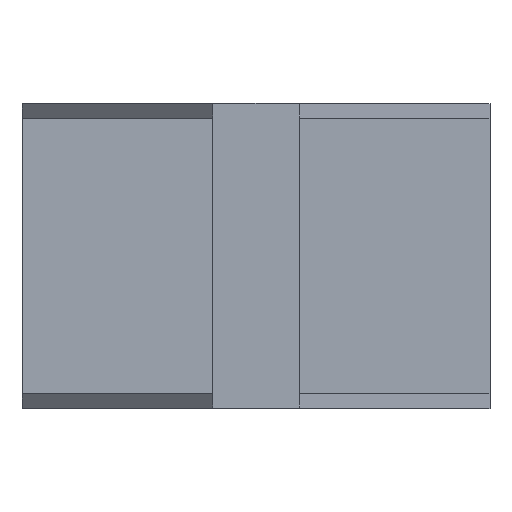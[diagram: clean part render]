
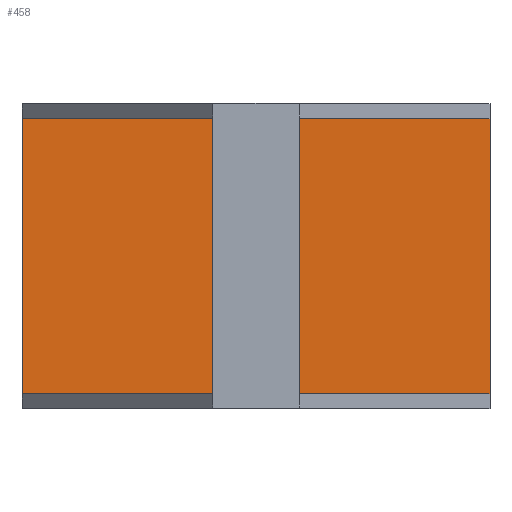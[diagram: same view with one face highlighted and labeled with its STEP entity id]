
A CAD part, top view. The second image highlights one B-rep face of the part: STEP entity #458.
In plain terms, the highlighted planar face has unit normal (0, 0, 1).
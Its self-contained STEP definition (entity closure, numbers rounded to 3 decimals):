
#30=FACE_OUTER_BOUND('',#53,.T.);
#53=EDGE_LOOP('',(#361,#362,#363,#364,#365,#366,#367,#368,#369,#370,#371,
#372));
#64=LINE('',#619,#128);
#72=LINE('',#634,#136);
#76=LINE('',#643,#140);
#87=LINE('',#664,#151);
#90=LINE('',#668,#154);
#94=LINE('',#677,#158);
#103=LINE('',#694,#167);
#106=LINE('',#699,#170);
#109=LINE('',#706,#173);
#110=LINE('',#708,#174);
#111=LINE('',#710,#175);
#112=LINE('',#711,#176);
#128=VECTOR('',#508,10.);
#136=VECTOR('',#520,10.);
#140=VECTOR('',#526,10.);
#151=VECTOR('',#541,10.);
#154=VECTOR('',#546,10.);
#158=VECTOR('',#552,10.);
#167=VECTOR('',#567,10.);
#170=VECTOR('',#572,10.);
#173=VECTOR('',#579,10.);
#174=VECTOR('',#580,10.);
#175=VECTOR('',#581,10.);
#176=VECTOR('',#582,10.);
#192=VERTEX_POINT('',#616);
#193=VERTEX_POINT('',#618);
#195=VERTEX_POINT('',#624);
#200=VERTEX_POINT('',#637);
#202=VERTEX_POINT('',#641);
#203=VERTEX_POINT('',#645);
#212=VERTEX_POINT('',#671);
#214=VERTEX_POINT('',#675);
#217=VERTEX_POINT('',#686);
#222=VERTEX_POINT('',#705);
#223=VERTEX_POINT('',#707);
#224=VERTEX_POINT('',#709);
#232=EDGE_CURVE('',#192,#193,#64,.T.);
#240=EDGE_CURVE('',#195,#192,#72,.T.);
#244=EDGE_CURVE('',#200,#202,#76,.T.);
#255=EDGE_CURVE('',#202,#193,#87,.T.);
#258=EDGE_CURVE('',#203,#200,#90,.T.);
#262=EDGE_CURVE('',#212,#214,#94,.T.);
#271=EDGE_CURVE('',#195,#217,#103,.T.);
#274=EDGE_CURVE('',#217,#212,#106,.T.);
#277=EDGE_CURVE('',#222,#214,#109,.T.);
#278=EDGE_CURVE('',#223,#222,#110,.T.);
#279=EDGE_CURVE('',#224,#223,#111,.T.);
#280=EDGE_CURVE('',#203,#224,#112,.T.);
#361=ORIENTED_EDGE('',*,*,#277,.F.);
#362=ORIENTED_EDGE('',*,*,#278,.F.);
#363=ORIENTED_EDGE('',*,*,#279,.F.);
#364=ORIENTED_EDGE('',*,*,#280,.F.);
#365=ORIENTED_EDGE('',*,*,#258,.T.);
#366=ORIENTED_EDGE('',*,*,#244,.T.);
#367=ORIENTED_EDGE('',*,*,#255,.T.);
#368=ORIENTED_EDGE('',*,*,#232,.F.);
#369=ORIENTED_EDGE('',*,*,#240,.F.);
#370=ORIENTED_EDGE('',*,*,#271,.T.);
#371=ORIENTED_EDGE('',*,*,#274,.T.);
#372=ORIENTED_EDGE('',*,*,#262,.T.);
#436=PLANE('',#494);
#458=ADVANCED_FACE('',(#30),#436,.T.);
#494=AXIS2_PLACEMENT_3D('',#704,#577,#578);
#508=DIRECTION('',(0.,-1.,0.));
#520=DIRECTION('',(-1.,0.,0.));
#526=DIRECTION('',(0.,-1.,0.));
#541=DIRECTION('',(1.,0.,0.));
#546=DIRECTION('',(1.,0.,0.));
#552=DIRECTION('',(0.,1.,0.));
#567=DIRECTION('',(0.,1.,0.));
#572=DIRECTION('',(-1.,0.,0.));
#577=DIRECTION('center_axis',(0.,0.,1.));
#578=DIRECTION('ref_axis',(1.,0.,0.));
#579=DIRECTION('',(1.,0.,0.));
#580=DIRECTION('',(0.,1.,0.));
#581=DIRECTION('',(1.,0.,0.));
#582=DIRECTION('',(0.,1.,0.));
#616=CARTESIAN_POINT('',(45.368,-28.011,-0.646));
#618=CARTESIAN_POINT('',(45.368,-31.011,-0.646));
#619=CARTESIAN_POINT('',(45.368,-28.011,-0.646));
#624=CARTESIAN_POINT('',(47.623,-28.011,-0.646));
#634=CARTESIAN_POINT('',(11.906,-28.011,-0.646));
#637=CARTESIAN_POINT('',(-45.368,-28.011,-0.646));
#641=CARTESIAN_POINT('',(-45.368,-31.011,-0.646));
#643=CARTESIAN_POINT('',(-45.368,-28.011,-0.646));
#645=CARTESIAN_POINT('',(-47.623,-28.011,-0.646));
#664=CARTESIAN_POINT('',(-47.623,-31.011,-0.646));
#668=CARTESIAN_POINT('',(-11.906,-28.011,-0.646));
#671=CARTESIAN_POINT('',(45.368,28.011,-0.646));
#675=CARTESIAN_POINT('',(45.368,31.011,-0.646));
#677=CARTESIAN_POINT('',(45.368,28.011,-0.646));
#686=CARTESIAN_POINT('',(47.623,28.011,-0.646));
#694=CARTESIAN_POINT('',(47.623,-28.011,-0.646));
#699=CARTESIAN_POINT('',(11.906,28.011,-0.646));
#704=CARTESIAN_POINT('Origin',(-45.368,28.011,-0.646));
#705=CARTESIAN_POINT('',(-45.368,31.011,-0.646));
#706=CARTESIAN_POINT('',(-47.623,31.011,-0.646));
#707=CARTESIAN_POINT('',(-45.368,28.011,-0.646));
#708=CARTESIAN_POINT('',(-45.368,28.011,-0.646));
#709=CARTESIAN_POINT('',(-47.623,28.011,-0.646));
#710=CARTESIAN_POINT('',(-11.906,28.011,-0.646));
#711=CARTESIAN_POINT('',(-47.623,-28.011,-0.646));
